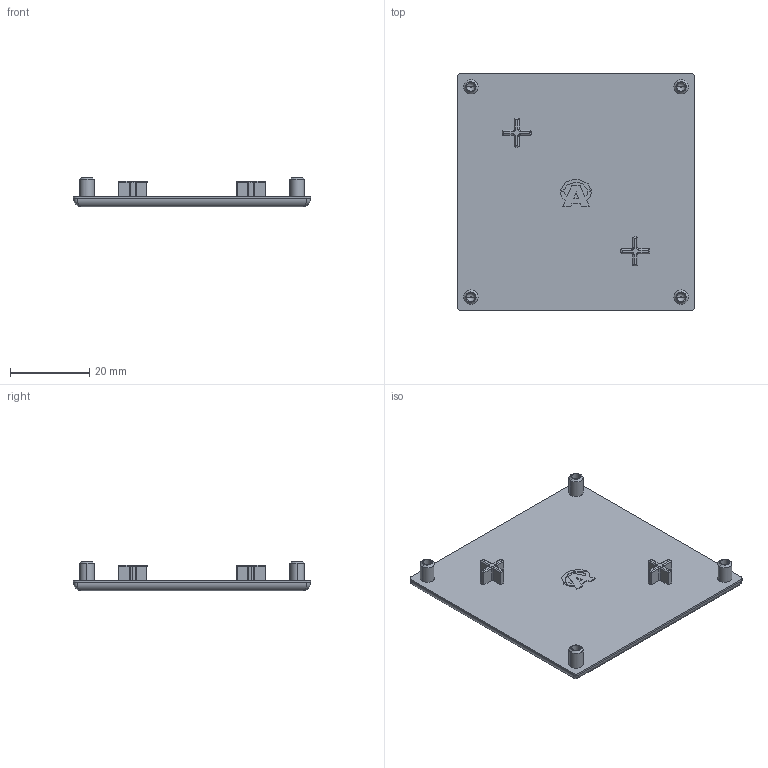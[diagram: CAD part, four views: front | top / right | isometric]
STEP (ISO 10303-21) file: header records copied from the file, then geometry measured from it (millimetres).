
FILE_DESCRIPTION (( 'STEP AP203' ), '1' );
FILE_NAME ('084.201.057.STEP', '2014-12-02T14:43:47', ( '' ), ( '' ), 'SwSTEP 2.0', 'SolidWorks 2012', '' );
FILE_SCHEMA (( 'CONFIG_CONTROL_DESIGN' ));
Length unit declared in the file: millimetre
Products named in the file (1): 084.201.057
Bounding box: 60 x 60 x 7.5 mm (x, y, z)
Volume: 9056.4 mm3; surface area: 8153.4 mm2
Topology: 1 solids, 1 shells, 180 faces, 439 edges, 270 vertices
Faces by surface type: plane 84, cylinder 58, torus 26, cone 8, bspline 4
Entity records: 5502 total; most frequent: CARTESIAN_POINT 1186, DIRECTION 903, ORIENTED_EDGE 870, EDGE_CURVE 435, AXIS2_PLACEMENT_3D 315, LINE 273, VECTOR 273, VERTEX_POINT 270
